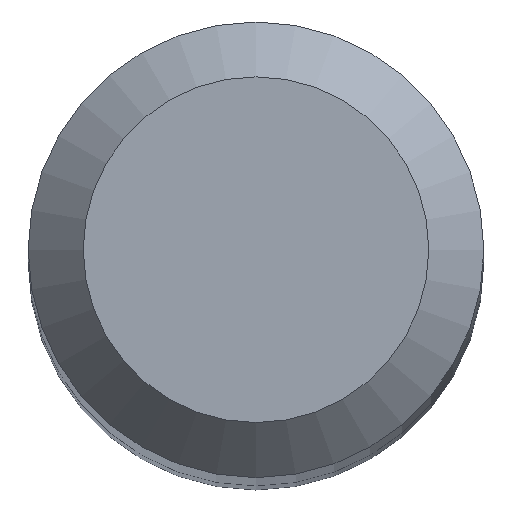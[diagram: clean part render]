
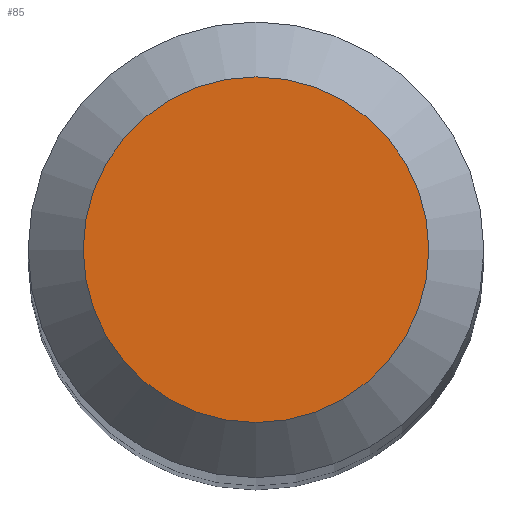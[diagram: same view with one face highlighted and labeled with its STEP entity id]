
A CAD part, top view. The second image highlights one B-rep face of the part: STEP entity #85.
In plain terms, the highlighted planar face has unit normal (0, 0, 1).
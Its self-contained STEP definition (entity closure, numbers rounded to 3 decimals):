
#7 = EDGE_CURVE ( 'NONE', #138, #138, #91, .T. ) ;
#27 = AXIS2_PLACEMENT_3D ( 'NONE', #158, #135, #89 ) ;
#49 = DIRECTION ( 'NONE',  ( 0., 1., 0. ) ) ;
#54 = FACE_OUTER_BOUND ( 'NONE', #128, .T. ) ;
#81 = DIRECTION ( 'NONE',  ( 0., 0., -1. ) ) ;
#85 = ADVANCED_FACE ( 'NONE', ( #54 ), #146, .F. ) ;
#89 = DIRECTION ( 'NONE',  ( 0., 1., 0. ) ) ;
#91 = CIRCLE ( 'NONE', #198, 1.1 ) ;
#128 = EDGE_LOOP ( 'NONE', ( #145 ) ) ;
#135 = DIRECTION ( 'NONE',  ( 0., 0., -1. ) ) ;
#138 = VERTEX_POINT ( 'NONE', #194 ) ;
#145 = ORIENTED_EDGE ( 'NONE', *, *, #7, .F. ) ;
#146 = PLANE ( 'NONE',  #27 ) ;
#158 = CARTESIAN_POINT ( 'NONE',  ( 0., 0., 46. ) ) ;
#170 = CARTESIAN_POINT ( 'NONE',  ( 0., 0., 46. ) ) ;
#194 = CARTESIAN_POINT ( 'NONE',  ( 0., 1.1, 46. ) ) ;
#198 = AXIS2_PLACEMENT_3D ( 'NONE', #170, #81, #49 ) ;
